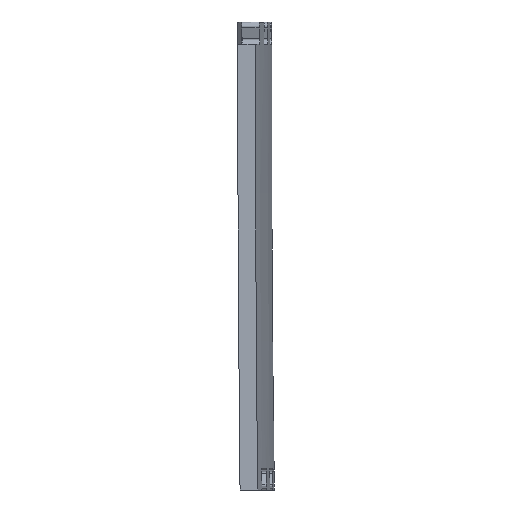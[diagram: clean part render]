
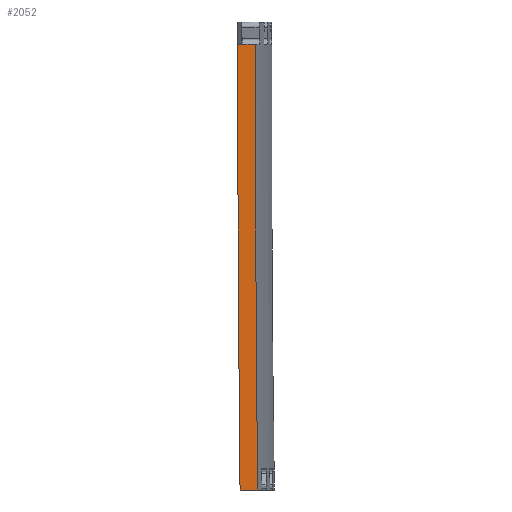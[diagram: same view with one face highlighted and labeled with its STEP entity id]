
A CAD part, left-side view. The second image highlights one B-rep face of the part: STEP entity #2052.
In plain terms, the highlighted planar face has unit normal (-1, 0, 0).
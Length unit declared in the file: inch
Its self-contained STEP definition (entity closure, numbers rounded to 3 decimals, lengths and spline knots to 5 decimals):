
#28=CIRCLE('',#2187,1000.3937);
#32=CIRCLE('',#2192,1000.);
#62=PLANE('',#2191);
#139=FACE_OUTER_BOUND('',#253,.T.);
#253=EDGE_LOOP('',(#1592,#1593,#1594,#1595));
#350=LINE('',#3251,#460);
#366=LINE('',#4340,#476);
#460=VECTOR('',#2342,0.3937);
#476=VECTOR('',#2402,0.3937);
#812=VERTEX_POINT('',#3241);
#813=VERTEX_POINT('',#3246);
#844=VERTEX_POINT('',#3577);
#908=VERTEX_POINT('',#4338);
#1062=EDGE_CURVE('',#812,#813,#350,.T.);
#1108=EDGE_CURVE('',#812,#844,#28,.T.);
#1173=EDGE_CURVE('',#813,#908,#32,.T.);
#1174=EDGE_CURVE('',#908,#844,#366,.T.);
#1592=ORIENTED_EDGE('',*,*,#1062,.T.);
#1593=ORIENTED_EDGE('',*,*,#1173,.T.);
#1594=ORIENTED_EDGE('',*,*,#1174,.T.);
#1595=ORIENTED_EDGE('',*,*,#1108,.F.);
#2052=ADVANCED_FACE('',(#139),#62,.T.);
#2187=AXIS2_PLACEMENT_3D('',#3578,#2390,#2391);
#2191=AXIS2_PLACEMENT_3D('',#4337,#2398,#2399);
#2192=AXIS2_PLACEMENT_3D('',#4339,#2400,#2401);
#2342=DIRECTION('',(0.,-1.,0.));
#2390=DIRECTION('center_axis',(1.,0.,0.));
#2391=DIRECTION('ref_axis',(0.,0.,-1.));
#2398=DIRECTION('center_axis',(-1.,0.,0.));
#2399=DIRECTION('ref_axis',(0.,0.,1.));
#2400=DIRECTION('center_axis',(1.,0.,0.));
#2401=DIRECTION('ref_axis',(0.,0.,-1.));
#2402=DIRECTION('',(0.,1.,0.));
#3241=CARTESIAN_POINT('',(-4.75,0.34119,-10.25));
#3246=CARTESIAN_POINT('',(-4.75,-0.05253,-10.25));
#3251=CARTESIAN_POINT('',(-4.75,0.42595,-10.25));
#3577=CARTESIAN_POINT('',(-4.75,0.39367,-0.25));
#3578=CARTESIAN_POINT('Origin',(-4.75,-1000.,0.));
#4337=CARTESIAN_POINT('Origin',(-4.75,0.3937,0.));
#4338=CARTESIAN_POINT('',(-4.75,-0.00003,-0.25));
#4339=CARTESIAN_POINT('Origin',(-4.75,-1000.,0.));
#4340=CARTESIAN_POINT('',(-4.75,0.42595,-0.25));
